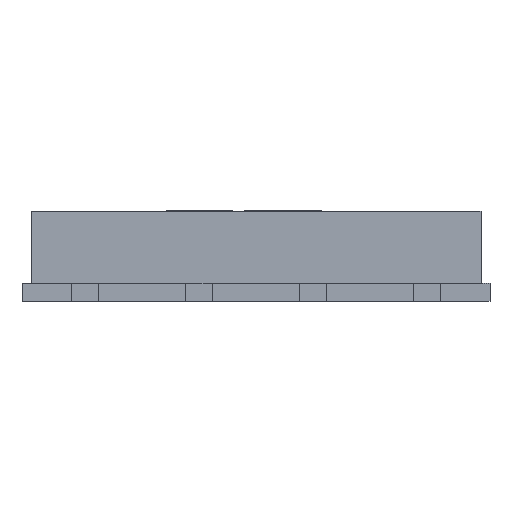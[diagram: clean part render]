
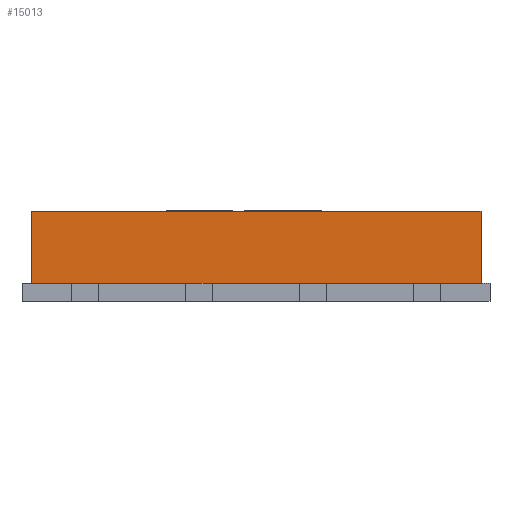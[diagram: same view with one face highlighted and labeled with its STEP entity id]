
A CAD part, front view. The second image highlights one B-rep face of the part: STEP entity #15013.
In plain terms, the highlighted planar face has unit normal (0, -1, 0).
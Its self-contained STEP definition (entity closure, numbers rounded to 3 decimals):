
#33 = LINE ( 'NONE', #2374, #96 ) ;
#96 = VECTOR ( 'NONE', #1108, 1000. ) ;
#145 = VECTOR ( 'NONE', #7331, 1000. ) ;
#166 = CARTESIAN_POINT ( 'NONE',  ( 2.5, -3., 0.8 ) ) ;
#271 = LINE ( 'NONE', #2780, #1327 ) ;
#576 = AXIS2_PLACEMENT_3D ( 'NONE', #12724, #10525, #15615 ) ;
#731 = CARTESIAN_POINT ( 'NONE',  ( -2.5, -3., 0. ) ) ;
#764 = VECTOR ( 'NONE', #15170, 1000. ) ;
#956 = VERTEX_POINT ( 'NONE', #9517 ) ;
#1034 = EDGE_CURVE ( 'NONE', #2812, #15240, #5971, .T. ) ;
#1045 = DIRECTION ( 'NONE',  ( 1., 0., 0. ) ) ;
#1108 = DIRECTION ( 'NONE',  ( 0., 0., -1. ) ) ;
#1119 = VECTOR ( 'NONE', #4856, 1000. ) ;
#1289 = LINE ( 'NONE', #15676, #3081 ) ;
#1327 = VECTOR ( 'NONE', #11928, 1000. ) ;
#1645 = LINE ( 'NONE', #6811, #16032 ) ;
#1944 = CARTESIAN_POINT ( 'NONE',  ( 0.785, -3., 0. ) ) ;
#2126 = EDGE_CURVE ( 'NONE', #7961, #3559, #33, .T. ) ;
#2149 = CARTESIAN_POINT ( 'NONE',  ( -2.5, -3., 0. ) ) ;
#2197 = VECTOR ( 'NONE', #1045, 1000. ) ;
#2198 = CARTESIAN_POINT ( 'NONE',  ( -2.5, -3., 0. ) ) ;
#2374 = CARTESIAN_POINT ( 'NONE',  ( 2.5, -3., 0.8 ) ) ;
#2751 = EDGE_CURVE ( 'NONE', #14816, #7961, #1289, .T. ) ;
#2780 = CARTESIAN_POINT ( 'NONE',  ( -2.5, -3., 0. ) ) ;
#2808 = FACE_OUTER_BOUND ( 'NONE', #10566, .T. ) ;
#2812 = VERTEX_POINT ( 'NONE', #1944 ) ;
#3081 = VECTOR ( 'NONE', #14412, 1000. ) ;
#3546 = LINE ( 'NONE', #2198, #764 ) ;
#3559 = VERTEX_POINT ( 'NONE', #8737 ) ;
#3929 = ORIENTED_EDGE ( 'NONE', *, *, #2126, .F. ) ;
#4207 = EDGE_CURVE ( 'NONE', #16573, #2812, #8849, .T. ) ;
#4511 = EDGE_CURVE ( 'NONE', #5336, #3559, #12382, .T. ) ;
#4856 = DIRECTION ( 'NONE',  ( 1., 0., 0. ) ) ;
#5183 = VECTOR ( 'NONE', #13219, 1000. ) ;
#5240 = CARTESIAN_POINT ( 'NONE',  ( 2.055, -3., 0. ) ) ;
#5336 = VERTEX_POINT ( 'NONE', #5240 ) ;
#5389 = CARTESIAN_POINT ( 'NONE',  ( 0.485, -3., 0. ) ) ;
#5646 = LINE ( 'NONE', #10640, #5183 ) ;
#5766 = EDGE_CURVE ( 'NONE', #8479, #7751, #7693, .T. ) ;
#5971 = LINE ( 'NONE', #731, #2197 ) ;
#6032 = ORIENTED_EDGE ( 'NONE', *, *, #10641, .T. ) ;
#6457 = CARTESIAN_POINT ( 'NONE',  ( -1.755, -3., 0. ) ) ;
#6478 = ORIENTED_EDGE ( 'NONE', *, *, #9888, .T. ) ;
#6811 = CARTESIAN_POINT ( 'NONE',  ( -2.5, -3., 0. ) ) ;
#7171 = CARTESIAN_POINT ( 'NONE',  ( -0.785, -3., 0. ) ) ;
#7318 = VERTEX_POINT ( 'NONE', #11761 ) ;
#7331 = DIRECTION ( 'NONE',  ( 1., 0., 0. ) ) ;
#7429 = VECTOR ( 'NONE', #16402, 1000. ) ;
#7474 = ORIENTED_EDGE ( 'NONE', *, *, #10945, .T. ) ;
#7532 = PLANE ( 'NONE',  #576 ) ;
#7693 = LINE ( 'NONE', #2149, #1119 ) ;
#7751 = VERTEX_POINT ( 'NONE', #6457 ) ;
#7927 = ORIENTED_EDGE ( 'NONE', *, *, #1034, .T. ) ;
#7961 = VERTEX_POINT ( 'NONE', #166 ) ;
#8086 = VECTOR ( 'NONE', #13370, 1000. ) ;
#8224 = ORIENTED_EDGE ( 'NONE', *, *, #2751, .F. ) ;
#8260 = LINE ( 'NONE', #12052, #8086 ) ;
#8479 = VERTEX_POINT ( 'NONE', #10669 ) ;
#8737 = CARTESIAN_POINT ( 'NONE',  ( 2.5, -3., 0. ) ) ;
#8849 = LINE ( 'NONE', #11299, #7429 ) ;
#9062 = VERTEX_POINT ( 'NONE', #7171 ) ;
#9349 = ORIENTED_EDGE ( 'NONE', *, *, #16587, .T. ) ;
#9405 = EDGE_CURVE ( 'NONE', #956, #8479, #3546, .T. ) ;
#9515 = EDGE_CURVE ( 'NONE', #7318, #16573, #271, .T. ) ;
#9517 = CARTESIAN_POINT ( 'NONE',  ( -2.5, -3., 0. ) ) ;
#9888 = EDGE_CURVE ( 'NONE', #15240, #5336, #8260, .T. ) ;
#10164 = CARTESIAN_POINT ( 'NONE',  ( -2.5, -3., 0.8 ) ) ;
#10525 = DIRECTION ( 'NONE',  ( 0., 1., 0. ) ) ;
#10566 = EDGE_LOOP ( 'NONE', ( #12156, #14153, #9349, #7474, #13318, #12025, #7927, #6478, #11320, #3929, #8224, #6032 ) ) ;
#10640 = CARTESIAN_POINT ( 'NONE',  ( -2.5, -3., 0. ) ) ;
#10641 = EDGE_CURVE ( 'NONE', #14816, #956, #12907, .T. ) ;
#10669 = CARTESIAN_POINT ( 'NONE',  ( -2.055, -3., 0. ) ) ;
#10945 = EDGE_CURVE ( 'NONE', #9062, #7318, #1645, .T. ) ;
#11299 = CARTESIAN_POINT ( 'NONE',  ( -2.5, -3., 0. ) ) ;
#11320 = ORIENTED_EDGE ( 'NONE', *, *, #4511, .T. ) ;
#11761 = CARTESIAN_POINT ( 'NONE',  ( -0.485, -3., 0. ) ) ;
#11928 = DIRECTION ( 'NONE',  ( 1., 0., 0. ) ) ;
#12025 = ORIENTED_EDGE ( 'NONE', *, *, #4207, .T. ) ;
#12052 = CARTESIAN_POINT ( 'NONE',  ( -2.5, -3., 0. ) ) ;
#12156 = ORIENTED_EDGE ( 'NONE', *, *, #9405, .T. ) ;
#12382 = LINE ( 'NONE', #14951, #145 ) ;
#12608 = CARTESIAN_POINT ( 'NONE',  ( 1.755, -3., 0. ) ) ;
#12724 = CARTESIAN_POINT ( 'NONE',  ( -2.5, -3., 0.8 ) ) ;
#12907 = LINE ( 'NONE', #14051, #16131 ) ;
#13025 = DIRECTION ( 'NONE',  ( 1., 0., 0. ) ) ;
#13150 = DIRECTION ( 'NONE',  ( 0., 0., -1. ) ) ;
#13219 = DIRECTION ( 'NONE',  ( 1., 0., 0. ) ) ;
#13318 = ORIENTED_EDGE ( 'NONE', *, *, #9515, .T. ) ;
#13370 = DIRECTION ( 'NONE',  ( 1., 0., 0. ) ) ;
#14051 = CARTESIAN_POINT ( 'NONE',  ( -2.5, -3., 0.8 ) ) ;
#14153 = ORIENTED_EDGE ( 'NONE', *, *, #5766, .T. ) ;
#14412 = DIRECTION ( 'NONE',  ( 1., 0., 0. ) ) ;
#14816 = VERTEX_POINT ( 'NONE', #10164 ) ;
#14951 = CARTESIAN_POINT ( 'NONE',  ( -2.5, -3., 0. ) ) ;
#15013 = ADVANCED_FACE ( 'NONE', ( #2808 ), #7532, .F. ) ;
#15170 = DIRECTION ( 'NONE',  ( 1., 0., 0. ) ) ;
#15240 = VERTEX_POINT ( 'NONE', #12608 ) ;
#15615 = DIRECTION ( 'NONE',  ( 0., 0., 1. ) ) ;
#15676 = CARTESIAN_POINT ( 'NONE',  ( -2.5, -3., 0.8 ) ) ;
#16032 = VECTOR ( 'NONE', #13025, 1000. ) ;
#16131 = VECTOR ( 'NONE', #13150, 1000. ) ;
#16402 = DIRECTION ( 'NONE',  ( 1., 0., 0. ) ) ;
#16573 = VERTEX_POINT ( 'NONE', #5389 ) ;
#16587 = EDGE_CURVE ( 'NONE', #7751, #9062, #5646, .T. ) ;
